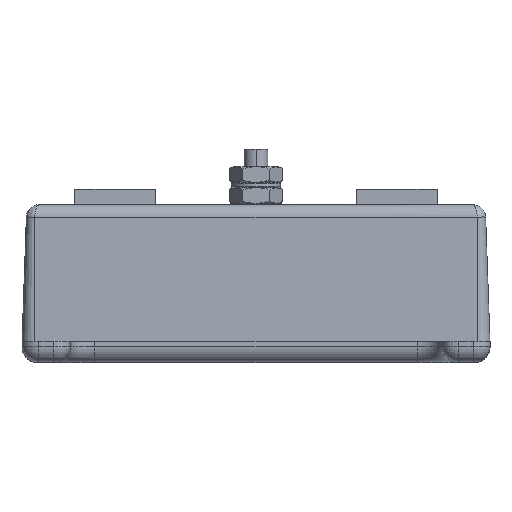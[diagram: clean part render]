
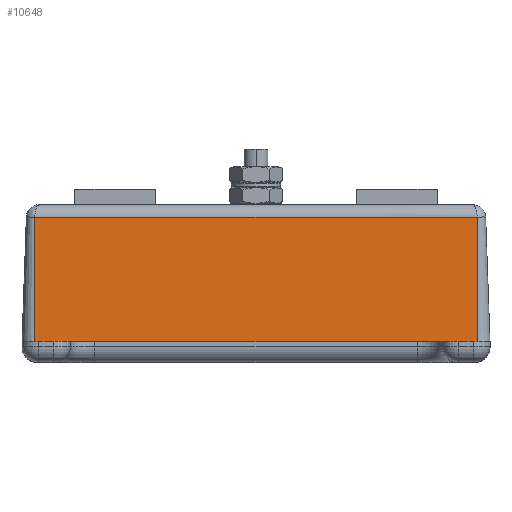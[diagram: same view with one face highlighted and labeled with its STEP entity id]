
A CAD part, top view. The second image highlights one B-rep face of the part: STEP entity #10648.
In plain terms, the highlighted planar face has unit normal (0, 0.035, 0.999).
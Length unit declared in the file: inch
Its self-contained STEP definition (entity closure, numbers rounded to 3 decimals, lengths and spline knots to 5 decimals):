
#898 = CARTESIAN_POINT ( 'NONE',  ( -1.715, 0.96549, 0.72128 ) ) ;
#899 = CARTESIAN_POINT ( 'NONE',  ( -1.715, 0., 0.755 ) ) ;
#928 = CARTESIAN_POINT ( 'NONE',  ( 1.715, 0., 0.755 ) ) ;
#958 = CARTESIAN_POINT ( 'NONE',  ( 1.715, 0.96549, 0.72128 ) ) ;
#974 = DIRECTION ( 'NONE',  ( 0., -0.999, 0.035 ) ) ;
#975 = VECTOR ( 'NONE', #974, 39.37008 ) ;
#976 = LINE ( 'NONE', #928, #975 ) ;
#980 = DIRECTION ( 'NONE',  ( 0., -0.999, 0.035 ) ) ;
#981 = VECTOR ( 'NONE', #980, 39.37008 ) ;
#982 = CARTESIAN_POINT ( 'NONE',  ( -1.715, 0., 0.755 ) ) ;
#983 = LINE ( 'NONE', #982, #981 ) ;
#986 = DIRECTION ( 'NONE',  ( 0., -0.999, 0.035 ) ) ;
#987 = DIRECTION ( 'NONE',  ( 0., 0.035, 0.999 ) ) ;
#988 = CARTESIAN_POINT ( 'NONE',  ( -1.715, 0., 0.755 ) ) ;
#997 = PLANE ( 'NONE',  #998 ) ;
#998 = AXIS2_PLACEMENT_3D ( 'NONE', #988, #987, #986 ) ;
#999 = CARTESIAN_POINT ( 'NONE',  ( 1.715, 0., 0.755 ) ) ;
#1000 = FACE_OUTER_BOUND ( 'NONE', #10625, .T. ) ;
#1403 = LINE ( 'NONE', #1441, #1439 ) ;
#1405 = DIRECTION ( 'NONE',  ( 1., 0., 0. ) ) ;
#1406 = VECTOR ( 'NONE', #1405, 39.37008 ) ;
#1408 = CARTESIAN_POINT ( 'NONE',  ( -1.715, 0., 0.755 ) ) ;
#1409 = LINE ( 'NONE', #1408, #1406 ) ;
#1419 = DIRECTION ( 'NONE',  ( -1., 0., 0. ) ) ;
#1439 = VECTOR ( 'NONE', #1419, 39.37008 ) ;
#1441 = CARTESIAN_POINT ( 'NONE',  ( -1.715, 0.96549, 0.72128 ) ) ;
#10607 = VERTEX_POINT ( 'NONE', #899 ) ;
#10608 = VERTEX_POINT ( 'NONE', #898 ) ;
#10619 = EDGE_CURVE ( 'NONE', #10646, #10645, #976, .T. ) ;
#10625 = EDGE_LOOP ( 'NONE', ( #10657, #10661, #10663, #10660 ) ) ;
#10645 = VERTEX_POINT ( 'NONE', #999 ) ;
#10646 = VERTEX_POINT ( 'NONE', #958 ) ;
#10648 = ADVANCED_FACE ( 'NONE', ( #1000 ), #997, .T. ) ;
#10652 = EDGE_CURVE ( 'NONE', #10608, #10607, #983, .T. ) ;
#10657 = ORIENTED_EDGE ( 'NONE', *, *, #10619, .F. ) ;
#10660 = ORIENTED_EDGE ( 'NONE', *, *, #10698, .T. ) ;
#10661 = ORIENTED_EDGE ( 'NONE', *, *, #10703, .T. ) ;
#10663 = ORIENTED_EDGE ( 'NONE', *, *, #10652, .T. ) ;
#10698 = EDGE_CURVE ( 'NONE', #10607, #10645, #1409, .T. ) ;
#10703 = EDGE_CURVE ( 'NONE', #10646, #10608, #1403, .T. ) ;
